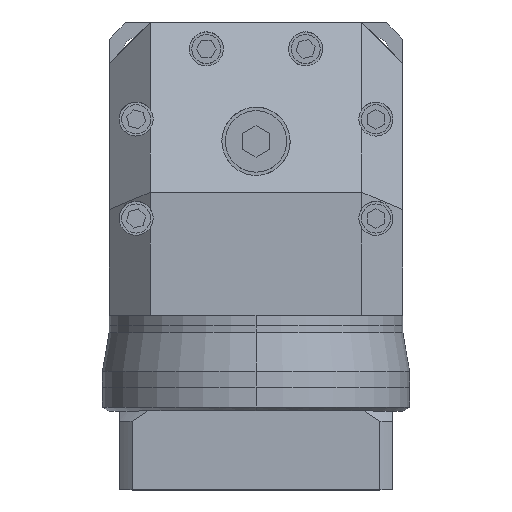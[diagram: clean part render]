
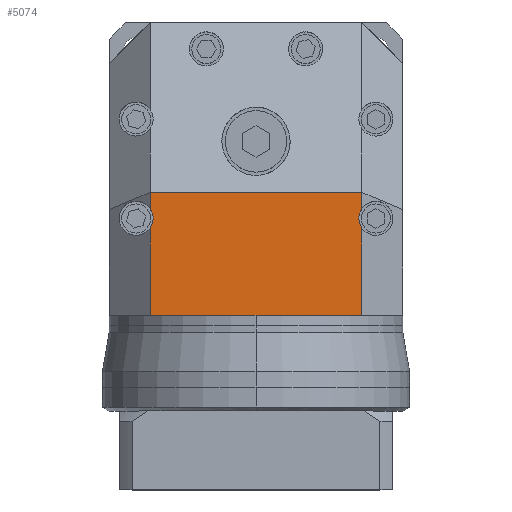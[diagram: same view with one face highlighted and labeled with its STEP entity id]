
A CAD part, top view. The second image highlights one B-rep face of the part: STEP entity #5074.
In plain terms, the highlighted planar face has unit normal (0, 0, 1).
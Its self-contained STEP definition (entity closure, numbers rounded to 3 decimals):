
#48 = CARTESIAN_POINT ( 'NONE',  ( -31., 0., 86. ) ) ;
#171 = CARTESIAN_POINT ( 'NONE',  ( -31., 0., 86. ) ) ;
#283 = VECTOR ( 'NONE', #4375, 1000. ) ;
#344 = LINE ( 'NONE', #48, #11777 ) ;
#414 = CARTESIAN_POINT ( 'NONE',  ( 31., 0., 86. ) ) ;
#486 = CARTESIAN_POINT ( 'NONE',  ( -31., -43., 86. ) ) ;
#820 = LINE ( 'NONE', #11028, #6399 ) ;
#903 = VERTEX_POINT ( 'NONE', #8598 ) ;
#1002 = DIRECTION ( 'NONE',  ( 1., 0., 0. ) ) ;
#1017 = EDGE_CURVE ( 'NONE', #12978, #2837, #10378, .T. ) ;
#1074 = DIRECTION ( 'NONE',  ( 1., 0., 0. ) ) ;
#1415 = CARTESIAN_POINT ( 'NONE',  ( 35.107, -14.542, 86. ) ) ;
#1811 = ORIENTED_EDGE ( 'NONE', *, *, #3897, .F. ) ;
#1853 = EDGE_CURVE ( 'NONE', #5986, #12047, #6572, .T. ) ;
#1901 = VECTOR ( 'NONE', #9250, 1000. ) ;
#2089 = LINE ( 'NONE', #13182, #9574 ) ;
#2316 = EDGE_CURVE ( 'NONE', #12691, #9935, #3263, .T. ) ;
#2727 = ORIENTED_EDGE ( 'NONE', *, *, #5488, .F. ) ;
#2800 = CARTESIAN_POINT ( 'NONE',  ( 0., -43., 86. ) ) ;
#2837 = VERTEX_POINT ( 'NONE', #10735 ) ;
#3017 = ORIENTED_EDGE ( 'NONE', *, *, #1017, .T. ) ;
#3092 = ORIENTED_EDGE ( 'NONE', *, *, #7522, .T. ) ;
#3263 = LINE ( 'NONE', #6870, #283 ) ;
#3495 = CARTESIAN_POINT ( 'NONE',  ( 31., -43., 86. ) ) ;
#3733 = DIRECTION ( 'NONE',  ( 1., 0., 0. ) ) ;
#3897 = EDGE_CURVE ( 'NONE', #5154, #903, #6729, .T. ) ;
#4353 = CARTESIAN_POINT ( 'NONE',  ( -31., -7., 86. ) ) ;
#4375 = DIRECTION ( 'NONE',  ( 1., 0., 0. ) ) ;
#4496 = CARTESIAN_POINT ( 'NONE',  ( -31., -17.393, 86. ) ) ;
#4531 = DIRECTION ( 'NONE',  ( 0., -1., 0. ) ) ;
#5074 = ADVANCED_FACE ( 'NONE', ( #8810 ), #6650, .F. ) ;
#5154 = VERTEX_POINT ( 'NONE', #9922 ) ;
#5488 = EDGE_CURVE ( 'NONE', #12978, #5154, #14261, .T. ) ;
#5757 = VERTEX_POINT ( 'NONE', #3495 ) ;
#5925 = EDGE_LOOP ( 'NONE', ( #13267, #9332, #8148, #3092, #7403, #13908, #12883, #1811, #2727, #3017, #13832 ) ) ;
#5986 = VERTEX_POINT ( 'NONE', #4496 ) ;
#6343 = DIRECTION ( 'NONE',  ( -1., 0., 0. ) ) ;
#6399 = VECTOR ( 'NONE', #1074, 1000. ) ;
#6410 = AXIS2_PLACEMENT_3D ( 'NONE', #6773, #9569, #6343 ) ;
#6491 = CARTESIAN_POINT ( 'NONE',  ( -31., -11.691, 86. ) ) ;
#6564 = AXIS2_PLACEMENT_3D ( 'NONE', #1415, #6961, #3733 ) ;
#6572 = CIRCLE ( 'NONE', #8025, 5. ) ;
#6650 = PLANE ( 'NONE',  #6410 ) ;
#6729 = CIRCLE ( 'NONE', #6564, 5. ) ;
#6773 = CARTESIAN_POINT ( 'NONE',  ( 0., 0., 86. ) ) ;
#6870 = CARTESIAN_POINT ( 'NONE',  ( -43., -43., 86. ) ) ;
#6961 = DIRECTION ( 'NONE',  ( 0., 0., 1. ) ) ;
#7123 = DIRECTION ( 'NONE',  ( 1., 0., 0. ) ) ;
#7206 = DIRECTION ( 'NONE',  ( -1., 0., 0. ) ) ;
#7210 = EDGE_CURVE ( 'NONE', #5757, #903, #2089, .T. ) ;
#7403 = ORIENTED_EDGE ( 'NONE', *, *, #2316, .T. ) ;
#7522 = EDGE_CURVE ( 'NONE', #5986, #12691, #344, .T. ) ;
#7527 = AXIS2_PLACEMENT_3D ( 'NONE', #7711, #7668, #7622 ) ;
#7622 = DIRECTION ( 'NONE',  ( 1., 0., 0. ) ) ;
#7668 = DIRECTION ( 'NONE',  ( 0., 0., 1. ) ) ;
#7675 = DIRECTION ( 'NONE',  ( 0., 0., 1. ) ) ;
#7711 = CARTESIAN_POINT ( 'NONE',  ( 35.107, -14.542, 86. ) ) ;
#8025 = AXIS2_PLACEMENT_3D ( 'NONE', #11396, #11411, #7123 ) ;
#8148 = ORIENTED_EDGE ( 'NONE', *, *, #1853, .F. ) ;
#8598 = CARTESIAN_POINT ( 'NONE',  ( 31., -17.393, 86. ) ) ;
#8810 = FACE_OUTER_BOUND ( 'NONE', #5925, .T. ) ;
#8861 = DIRECTION ( 'NONE',  ( 0., 1., 0. ) ) ;
#9250 = DIRECTION ( 'NONE',  ( 0., 1., 0. ) ) ;
#9332 = ORIENTED_EDGE ( 'NONE', *, *, #10185, .F. ) ;
#9436 = CARTESIAN_POINT ( 'NONE',  ( 0., -7., 86. ) ) ;
#9569 = DIRECTION ( 'NONE',  ( 0., 0., -1. ) ) ;
#9574 = VECTOR ( 'NONE', #8861, 1000. ) ;
#9922 = CARTESIAN_POINT ( 'NONE',  ( 30.107, -14.542, 86. ) ) ;
#9935 = VERTEX_POINT ( 'NONE', #2800 ) ;
#10069 = CIRCLE ( 'NONE', #10908, 5. ) ;
#10185 = EDGE_CURVE ( 'NONE', #12047, #12350, #10069, .T. ) ;
#10233 = VECTOR ( 'NONE', #12328, 1000. ) ;
#10376 = EDGE_CURVE ( 'NONE', #12394, #12350, #13135, .T. ) ;
#10378 = LINE ( 'NONE', #414, #1901 ) ;
#10404 = LINE ( 'NONE', #9436, #13298 ) ;
#10566 = EDGE_CURVE ( 'NONE', #2837, #12394, #10404, .T. ) ;
#10735 = CARTESIAN_POINT ( 'NONE',  ( 31., -7., 86. ) ) ;
#10908 = AXIS2_PLACEMENT_3D ( 'NONE', #14234, #7675, #1002 ) ;
#11028 = CARTESIAN_POINT ( 'NONE',  ( -43., -43., 86. ) ) ;
#11396 = CARTESIAN_POINT ( 'NONE',  ( -35.107, -14.542, 86. ) ) ;
#11411 = DIRECTION ( 'NONE',  ( 0., 0., 1. ) ) ;
#11777 = VECTOR ( 'NONE', #4531, 1000. ) ;
#12047 = VERTEX_POINT ( 'NONE', #12568 ) ;
#12328 = DIRECTION ( 'NONE',  ( 0., -1., 0. ) ) ;
#12350 = VERTEX_POINT ( 'NONE', #6491 ) ;
#12394 = VERTEX_POINT ( 'NONE', #4353 ) ;
#12453 = EDGE_CURVE ( 'NONE', #9935, #5757, #820, .T. ) ;
#12568 = CARTESIAN_POINT ( 'NONE',  ( -30.107, -14.542, 86. ) ) ;
#12691 = VERTEX_POINT ( 'NONE', #486 ) ;
#12883 = ORIENTED_EDGE ( 'NONE', *, *, #7210, .T. ) ;
#12978 = VERTEX_POINT ( 'NONE', #14293 ) ;
#13135 = LINE ( 'NONE', #171, #10233 ) ;
#13182 = CARTESIAN_POINT ( 'NONE',  ( 31., 0., 86. ) ) ;
#13267 = ORIENTED_EDGE ( 'NONE', *, *, #10376, .T. ) ;
#13298 = VECTOR ( 'NONE', #7206, 1000. ) ;
#13832 = ORIENTED_EDGE ( 'NONE', *, *, #10566, .T. ) ;
#13908 = ORIENTED_EDGE ( 'NONE', *, *, #12453, .T. ) ;
#14234 = CARTESIAN_POINT ( 'NONE',  ( -35.107, -14.542, 86. ) ) ;
#14261 = CIRCLE ( 'NONE', #7527, 5. ) ;
#14293 = CARTESIAN_POINT ( 'NONE',  ( 31., -11.691, 86. ) ) ;
